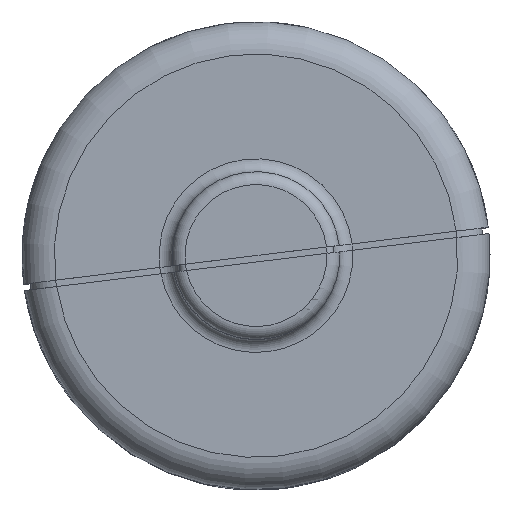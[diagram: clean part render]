
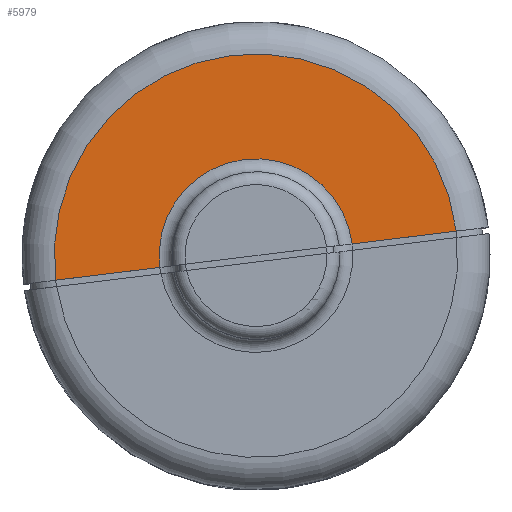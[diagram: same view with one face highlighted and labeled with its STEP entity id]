
A CAD part, top view. The second image highlights one B-rep face of the part: STEP entity #5979.
In plain terms, the highlighted planar face has unit normal (0, 0, 1).
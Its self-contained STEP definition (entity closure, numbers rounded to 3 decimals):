
#3932=CARTESIAN_POINT('Vertex',(96.458,97.588,56.)) ;
#3935=CARTESIAN_POINT('Line Origine',(80.329,95.611,56.)) ;
#3939=CARTESIAN_POINT('Vertex',(64.199,93.633,56.)) ;
#3988=CARTESIAN_POINT('Vertex',(4.645,86.331,56.)) ;
#3991=CARTESIAN_POINT('Line Origine',(-11.484,84.354,56.)) ;
#3995=CARTESIAN_POINT('Vertex',(-27.613,82.376,56.)) ;
#4306=CARTESIAN_POINT('Axis2P3D Location',(34.422,89.982,56.)) ;
#5963=CARTESIAN_POINT('Axis2P3D Location',(30.771,119.759,56.)) ;
#5968=CARTESIAN_POINT('Axis2P3D Location',(34.422,89.982,56.)) ;
#3937=VECTOR('Line Direction',#3936,1.) ;
#3993=VECTOR('Line Direction',#3992,1.) ;
#3936=DIRECTION('Vector Direction',(0.993,0.122,0.)) ;
#3992=DIRECTION('Vector Direction',(-0.993,-0.122,0.)) ;
#4307=DIRECTION('Axis2P3D Direction',(0.,0.,-1.)) ;
#5964=DIRECTION('Axis2P3D Direction',(0.,0.,-1.)) ;
#5965=DIRECTION('Axis2P3D XDirection',(0.993,0.122,0.)) ;
#5969=DIRECTION('Axis2P3D Direction',(0.,0.,-1.)) ;
#4308=AXIS2_PLACEMENT_3D('Circle Axis2P3D',#4306,#4307,$) ;
#5966=AXIS2_PLACEMENT_3D('Plane Axis2P3D',#5963,#5964,#5965) ;
#5970=AXIS2_PLACEMENT_3D('Circle Axis2P3D',#5968,#5969,$) ;
#3938=LINE('Line',#3935,#3937) ;
#3994=LINE('Line',#3991,#3993) ;
#4309=CIRCLE('generated circle',#4308,62.5) ;
#5971=CIRCLE('generated circle',#5970,30.) ;
#5967=PLANE('',#5966) ;
#3941=EDGE_CURVE('',#3933,#3940,#3938,.F.) ;
#3997=EDGE_CURVE('',#3996,#3989,#3994,.F.) ;
#4310=EDGE_CURVE('',#3996,#3933,#4309,.T.) ;
#5972=EDGE_CURVE('',#3989,#3940,#5971,.T.) ;
#5974=ORIENTED_EDGE('',*,*,#4310,.F.) ;
#5975=ORIENTED_EDGE('',*,*,#3997,.T.) ;
#5976=ORIENTED_EDGE('',*,*,#5972,.T.) ;
#5977=ORIENTED_EDGE('',*,*,#3941,.F.) ;
#5973=EDGE_LOOP('',(#5974,#5975,#5976,#5977)) ;
#3933=VERTEX_POINT('',#3932) ;
#3940=VERTEX_POINT('',#3939) ;
#3989=VERTEX_POINT('',#3988) ;
#3996=VERTEX_POINT('',#3995) ;
#5979=ADVANCED_FACE('CBN546207 - TST',(#5978),#5967,.F.) ;
#5978=FACE_OUTER_BOUND('',#5973,.T.) ;
